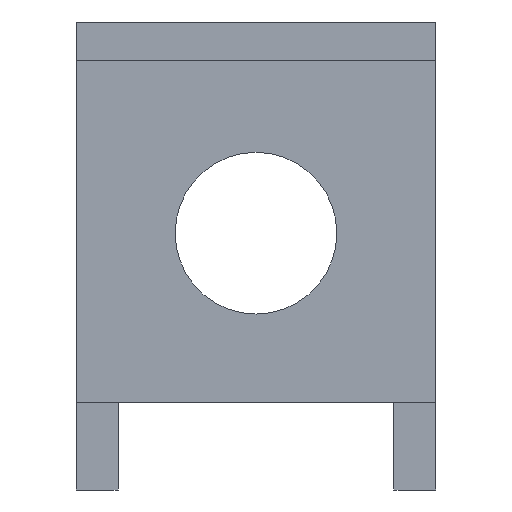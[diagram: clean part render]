
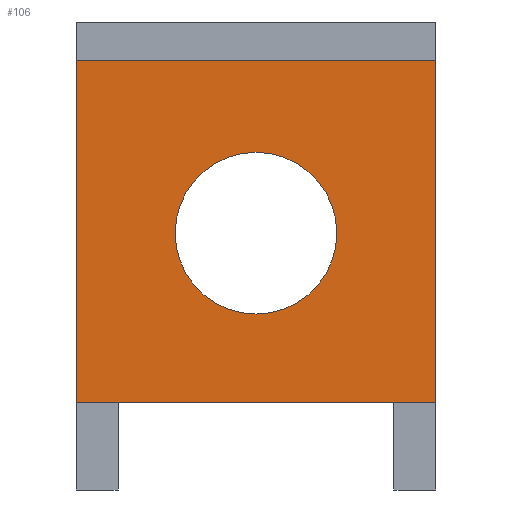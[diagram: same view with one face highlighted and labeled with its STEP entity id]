
A CAD part, front view. The second image highlights one B-rep face of the part: STEP entity #106.
In plain terms, the highlighted planar face has unit normal (0, -1, 0).
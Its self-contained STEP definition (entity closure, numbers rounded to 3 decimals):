
#9 = DIRECTION ( 'NONE',  ( 0., -1., 0. ) ) ;
#19 = CARTESIAN_POINT ( 'NONE',  ( 9.45, -6., 43.507 ) ) ;
#64 = CARTESIAN_POINT ( 'NONE',  ( 0., -6., 17.75 ) ) ;
#79 = EDGE_CURVE ( 'NONE', #671, #877, #693, .T. ) ;
#93 = ORIENTED_EDGE ( 'NONE', *, *, #863, .T. ) ;
#106 = ADVANCED_FACE ( 'NONE', ( #160, #502 ), #1095, .F. ) ;
#114 = VERTEX_POINT ( 'NONE', #594 ) ;
#122 = LINE ( 'NONE', #169, #778 ) ;
#147 = ORIENTED_EDGE ( 'NONE', *, *, #79, .F. ) ;
#156 = CARTESIAN_POINT ( 'NONE',  ( -9.45, -6., 43.507 ) ) ;
#159 = DIRECTION ( 'NONE',  ( 1., 0., 0. ) ) ;
#160 = FACE_BOUND ( 'NONE', #1137, .T. ) ;
#169 = CARTESIAN_POINT ( 'NONE',  ( 9.45, -6., 22.6 ) ) ;
#174 = DIRECTION ( 'NONE',  ( 0., 0., -1. ) ) ;
#191 = CIRCLE ( 'NONE', #852, 4.25 ) ;
#208 = DIRECTION ( 'NONE',  ( -1., 0., 0. ) ) ;
#229 = AXIS2_PLACEMENT_3D ( 'NONE', #19, #1193, #973 ) ;
#268 = EDGE_CURVE ( 'NONE', #645, #671, #1081, .T. ) ;
#300 = ORIENTED_EDGE ( 'NONE', *, *, #894, .F. ) ;
#310 = EDGE_CURVE ( 'NONE', #114, #645, #122, .T. ) ;
#325 = VECTOR ( 'NONE', #437, 1000. ) ;
#348 = VERTEX_POINT ( 'NONE', #64 ) ;
#361 = CARTESIAN_POINT ( 'NONE',  ( 0., -6., 13.5 ) ) ;
#392 = CARTESIAN_POINT ( 'NONE',  ( 9.45, -6., 22.6 ) ) ;
#437 = DIRECTION ( 'NONE',  ( 0., 0., -1. ) ) ;
#502 = FACE_OUTER_BOUND ( 'NONE', #817, .T. ) ;
#533 = LINE ( 'NONE', #156, #859 ) ;
#557 = EDGE_CURVE ( 'NONE', #348, #628, #191, .T. ) ;
#562 = DIRECTION ( 'NONE',  ( 0., -1., 0. ) ) ;
#591 = CARTESIAN_POINT ( 'NONE',  ( 0., -6., 9.25 ) ) ;
#594 = CARTESIAN_POINT ( 'NONE',  ( -9.45, -6., 22.6 ) ) ;
#613 = AXIS2_PLACEMENT_3D ( 'NONE', #361, #562, #174 ) ;
#628 = VERTEX_POINT ( 'NONE', #591 ) ;
#645 = VERTEX_POINT ( 'NONE', #392 ) ;
#661 = ORIENTED_EDGE ( 'NONE', *, *, #268, .F. ) ;
#671 = VERTEX_POINT ( 'NONE', #780 ) ;
#685 = CARTESIAN_POINT ( 'NONE',  ( 0., -6., 13.5 ) ) ;
#693 = LINE ( 'NONE', #878, #1143 ) ;
#778 = VECTOR ( 'NONE', #159, 1000. ) ;
#780 = CARTESIAN_POINT ( 'NONE',  ( 9.45, -6., 4.6 ) ) ;
#814 = CARTESIAN_POINT ( 'NONE',  ( -9.45, -6., 4.6 ) ) ;
#817 = EDGE_LOOP ( 'NONE', ( #93, #147, #661, #1149 ) ) ;
#852 = AXIS2_PLACEMENT_3D ( 'NONE', #685, #9, #977 ) ;
#859 = VECTOR ( 'NONE', #1222, 1000. ) ;
#863 = EDGE_CURVE ( 'NONE', #114, #877, #533, .T. ) ;
#877 = VERTEX_POINT ( 'NONE', #814 ) ;
#878 = CARTESIAN_POINT ( 'NONE',  ( 9.45, -6., 4.6 ) ) ;
#894 = EDGE_CURVE ( 'NONE', #628, #348, #1082, .T. ) ;
#973 = DIRECTION ( 'NONE',  ( 0., 0., 1. ) ) ;
#977 = DIRECTION ( 'NONE',  ( 0., 0., -1. ) ) ;
#1016 = CARTESIAN_POINT ( 'NONE',  ( 9.45, -6., 43.507 ) ) ;
#1081 = LINE ( 'NONE', #1016, #325 ) ;
#1082 = CIRCLE ( 'NONE', #613, 4.25 ) ;
#1095 = PLANE ( 'NONE',  #229 ) ;
#1137 = EDGE_LOOP ( 'NONE', ( #300, #1154 ) ) ;
#1143 = VECTOR ( 'NONE', #208, 1000. ) ;
#1149 = ORIENTED_EDGE ( 'NONE', *, *, #310, .F. ) ;
#1154 = ORIENTED_EDGE ( 'NONE', *, *, #557, .F. ) ;
#1193 = DIRECTION ( 'NONE',  ( 0., 1., 0. ) ) ;
#1222 = DIRECTION ( 'NONE',  ( 0., 0., -1. ) ) ;
